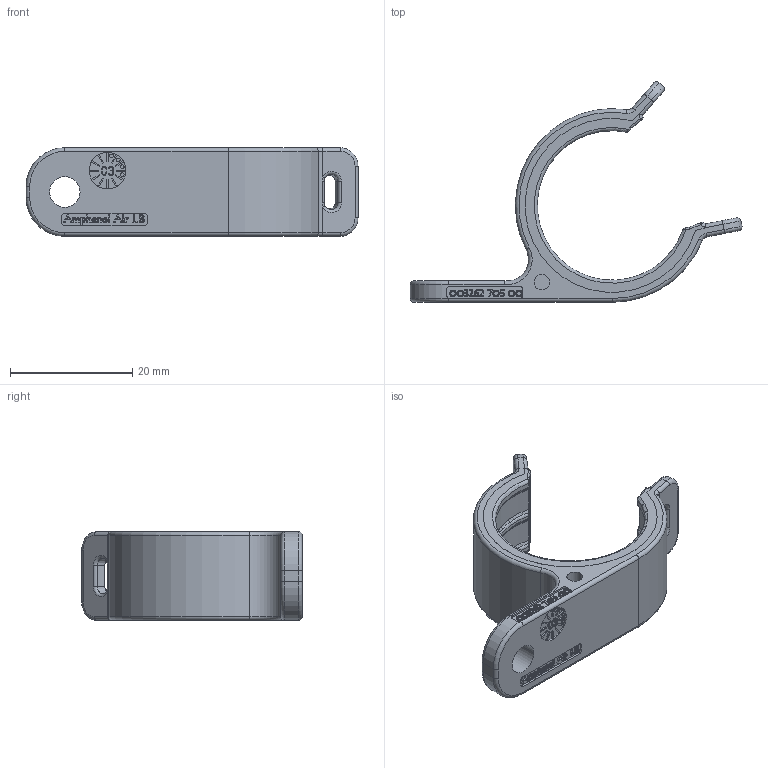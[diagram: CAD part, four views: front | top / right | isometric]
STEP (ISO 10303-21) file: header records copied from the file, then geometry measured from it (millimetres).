
FILE_DESCRIPTION((''),'2;1');
FILE_NAME('00326270500','2020-09-22T',('presta_be4'),(''),'CREO PARAMETRIC BY PTC INC, 2018360','CREO PARAMETRIC BY PTC INC, 2018360','');
FILE_SCHEMA(('CONFIG_CONTROL_DESIGN'));
Length unit declared in the file: millimetre
Products named in the file (1): 00326270500
Bounding box: 54.37 x 36.11 x 14.51 mm (x, y, z)
Volume: 4755.4 mm3; surface area: 3795.2 mm2
Topology: 1 solids, 1 shells, 896 faces, 2441 edges, 1594 vertices
Faces by surface type: extrusion 416, plane 322, cylinder 90, torus 36, bspline 28, cone 4
Entity records: 31610 total; most frequent: CARTESIAN_POINT 10698, ORIENTED_EDGE 4882, DIRECTION 3053, EDGE_CURVE 2441, VECTOR 1701, VERTEX_POINT 1594, B_SPLINE_CURVE_WITH_KNOTS 1348, LINE 1285
